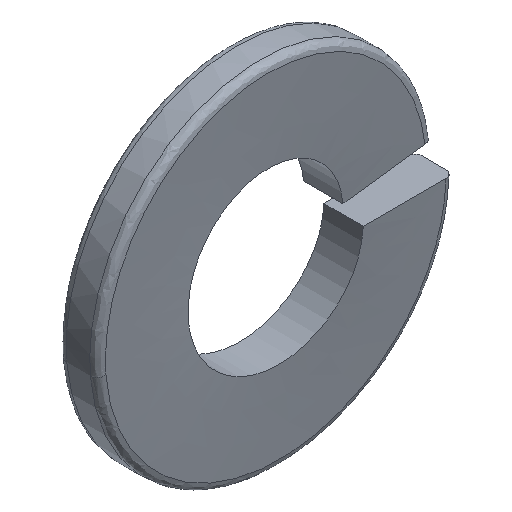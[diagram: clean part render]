
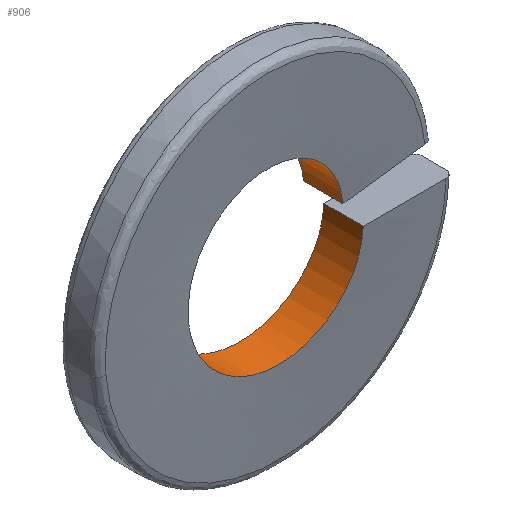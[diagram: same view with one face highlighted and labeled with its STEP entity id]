
A CAD part, isometric view. The second image highlights one B-rep face of the part: STEP entity #906.
In plain terms, the highlighted cylindrical face has radius 1.05 mm (diameter 2.1 mm), a partial arc.
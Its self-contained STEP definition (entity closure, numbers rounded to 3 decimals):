
#143=DIRECTION('',(0.,1.,0.));
#144=VECTOR('',#143,0.5);
#145=CARTESIAN_POINT('',(1.05,0.,0.));
#146=LINE('',#145,#144);
#190=CARTESIAN_POINT('',(1.05,0.5,0.));
#191=CARTESIAN_POINT('',(1.05,0.502,-0.057));
#192=CARTESIAN_POINT('',(1.041,0.507,
-0.17));
#193=CARTESIAN_POINT('',(1.,0.513,
-0.336));
#194=CARTESIAN_POINT('',(0.932,0.52,
-0.493));
#195=CARTESIAN_POINT('',(0.841,0.526,
-0.637));
#196=CARTESIAN_POINT('',(0.727,0.533,
-0.764));
#197=CARTESIAN_POINT('',(0.594,0.539,
-0.871));
#198=CARTESIAN_POINT('',(0.445,0.546,
-0.956));
#199=CARTESIAN_POINT('',(0.285,0.553,
-1.015));
#200=CARTESIAN_POINT('',(0.118,0.559,
-1.048));
#201=CARTESIAN_POINT('',(-0.053,0.566,
-1.053));
#202=CARTESIAN_POINT('',(-0.222,0.572,
-1.031));
#203=CARTESIAN_POINT('',(-0.386,0.579,
-0.982));
#204=CARTESIAN_POINT('',(-0.539,0.586,
-0.906));
#205=CARTESIAN_POINT('',(-0.678,0.592,
-0.808));
#206=CARTESIAN_POINT('',(-0.8,0.599,
-0.687));
#207=CARTESIAN_POINT('',(-0.9,0.605,
-0.549));
#208=CARTESIAN_POINT('',(-0.977,0.612,
-0.397));
#209=CARTESIAN_POINT('',(-1.028,0.618,
-0.234));
#210=CARTESIAN_POINT('',(-1.053,0.625,-0.065));
#211=CARTESIAN_POINT('',(-1.049,0.632,
0.106));
#212=CARTESIAN_POINT('',(-1.018,0.638,
0.274));
#213=CARTESIAN_POINT('',(-0.961,0.645,
0.435));
#214=CARTESIAN_POINT('',(-0.878,0.651,
0.584));
#215=CARTESIAN_POINT('',(-0.772,0.658,
0.718));
#216=CARTESIAN_POINT('',(-0.646,0.664,
0.833));
#217=CARTESIAN_POINT('',(-0.503,0.671,
0.927));
#218=CARTESIAN_POINT('',(-0.347,0.678,
0.996));
#219=CARTESIAN_POINT('',(-0.182,0.684,
1.039));
#220=CARTESIAN_POINT('',(-0.012,0.691,
1.055));
#221=CARTESIAN_POINT('',(0.158,0.697,1.043));
#222=CARTESIAN_POINT('',(0.325,0.704,1.003));
#223=CARTESIAN_POINT('',(0.482,0.711,
0.938));
#224=CARTESIAN_POINT('',(0.627,0.717,0.848));
#225=CARTESIAN_POINT('',(0.756,0.724,
0.735));
#226=CARTESIAN_POINT('',(0.865,0.73,
0.604));
#227=CARTESIAN_POINT('',(0.951,0.737,
0.456));
#228=CARTESIAN_POINT('',(1.012,0.743,0.297));
#229=CARTESIAN_POINT('',(1.035,0.748,0.185));
#230=CARTESIAN_POINT('',(1.042,0.75,0.129));
#270=CARTESIAN_POINT('',(1.05,0.,0.));
#271=CARTESIAN_POINT('',(1.05,0.002,-0.057));
#272=CARTESIAN_POINT('',(1.041,0.007,
-0.17));
#273=CARTESIAN_POINT('',(1.,0.013,
-0.336));
#274=CARTESIAN_POINT('',(0.932,0.02,
-0.493));
#275=CARTESIAN_POINT('',(0.841,0.026,
-0.637));
#276=CARTESIAN_POINT('',(0.727,0.033,
-0.764));
#277=CARTESIAN_POINT('',(0.594,0.039,
-0.871));
#278=CARTESIAN_POINT('',(0.445,0.046,
-0.956));
#279=CARTESIAN_POINT('',(0.285,0.053,
-1.015));
#280=CARTESIAN_POINT('',(0.118,0.059,
-1.048));
#281=CARTESIAN_POINT('',(-0.053,0.066,
-1.053));
#282=CARTESIAN_POINT('',(-0.222,0.072,
-1.031));
#283=CARTESIAN_POINT('',(-0.386,0.079,
-0.982));
#284=CARTESIAN_POINT('',(-0.539,0.086,
-0.906));
#285=CARTESIAN_POINT('',(-0.678,0.092,
-0.808));
#286=CARTESIAN_POINT('',(-0.8,0.099,
-0.687));
#287=CARTESIAN_POINT('',(-0.9,0.105,
-0.549));
#288=CARTESIAN_POINT('',(-0.977,0.112,
-0.397));
#289=CARTESIAN_POINT('',(-1.028,0.118,
-0.234));
#290=CARTESIAN_POINT('',(-1.053,0.125,-0.065));
#291=CARTESIAN_POINT('',(-1.049,0.132,
0.106));
#292=CARTESIAN_POINT('',(-1.018,0.138,
0.274));
#293=CARTESIAN_POINT('',(-0.961,0.145,
0.435));
#294=CARTESIAN_POINT('',(-0.878,0.151,
0.584));
#295=CARTESIAN_POINT('',(-0.772,0.158,
0.718));
#296=CARTESIAN_POINT('',(-0.646,0.164,
0.833));
#297=CARTESIAN_POINT('',(-0.503,0.171,
0.927));
#298=CARTESIAN_POINT('',(-0.347,0.178,
0.996));
#299=CARTESIAN_POINT('',(-0.182,0.184,
1.039));
#300=CARTESIAN_POINT('',(-0.012,0.191,
1.055));
#301=CARTESIAN_POINT('',(0.158,0.197,1.043));
#302=CARTESIAN_POINT('',(0.325,0.204,1.003));
#303=CARTESIAN_POINT('',(0.482,0.211,
0.938));
#304=CARTESIAN_POINT('',(0.627,0.217,0.848));
#305=CARTESIAN_POINT('',(0.756,0.224,
0.735));
#306=CARTESIAN_POINT('',(0.865,0.23,
0.604));
#307=CARTESIAN_POINT('',(0.951,0.237,
0.456));
#308=CARTESIAN_POINT('',(1.012,0.243,0.297));
#309=CARTESIAN_POINT('',(1.035,0.248,0.185));
#310=CARTESIAN_POINT('',(1.042,0.25,0.129));
#563=DIRECTION('',(0.,1.,0.));
#564=VECTOR('',#563,0.5);
#565=CARTESIAN_POINT('',(1.042,0.25,0.129));
#566=LINE('',#565,#564);
#590=CARTESIAN_POINT('',(1.05,0.,0.));
#591=CARTESIAN_POINT('',(1.05,0.5,0.));
#592=VERTEX_POINT('',#590);
#593=VERTEX_POINT('',#591);
#594=CARTESIAN_POINT('',(1.042,0.25,0.129));
#595=CARTESIAN_POINT('',(1.042,0.75,0.129));
#596=VERTEX_POINT('',#594);
#597=VERTEX_POINT('',#595);
#893=CARTESIAN_POINT('',(0.,0.,0.));
#894=DIRECTION('',(0.,1.,0.));
#895=DIRECTION('',(1.,0.,0.));
#896=AXIS2_PLACEMENT_3D('',#893,#894,#895);
#897=CYLINDRICAL_SURFACE('',#896,1.05);
#898=ORIENTED_EDGE('',*,*,#623,.F.);
#900=ORIENTED_EDGE('',*,*,#899,.T.);
#902=ORIENTED_EDGE('',*,*,#901,.T.);
#903=ORIENTED_EDGE('',*,*,#884,.F.);
#904=EDGE_LOOP('',(#898,#900,#902,#903));
#905=FACE_OUTER_BOUND('',#904,.F.);
#231=B_SPLINE_CURVE_WITH_KNOTS('',3,(#190,#191,#192,#193,#194,#195,#196,#197,
#198,#199,#200,#201,#202,#203,#204,#205,#206,#207,#208,#209,#210,#211,#212,#213,
#214,#215,#216,#217,#218,#219,#220,#221,#222,#223,#224,#225,#226,#227,#228,#229,
#230),.UNSPECIFIED.,.F.,.F.,(4,1,1,1,1,1,1,1,1,1,1,1,1,1,1,1,1,1,1,1,1,1,1,1,1,
1,1,1,1,1,1,1,1,1,1,1,1,1,4),(0.,0.026,0.053,
0.079,0.105,0.132,0.158,
0.184,0.211,0.237,0.263,
0.289,0.316,0.342,0.368,
0.395,0.421,0.447,0.474,0.5,
0.526,0.553,0.579,0.605,
0.632,0.658,0.684,0.711,
0.737,0.763,0.789,0.816,
0.842,0.868,0.895,0.921,
0.947,0.974,1.),.UNSPECIFIED.);
#311=B_SPLINE_CURVE_WITH_KNOTS('',3,(#270,#271,#272,#273,#274,#275,#276,#277,
#278,#279,#280,#281,#282,#283,#284,#285,#286,#287,#288,#289,#290,#291,#292,#293,
#294,#295,#296,#297,#298,#299,#300,#301,#302,#303,#304,#305,#306,#307,#308,#309,
#310),.UNSPECIFIED.,.F.,.F.,(4,1,1,1,1,1,1,1,1,1,1,1,1,1,1,1,1,1,1,1,1,1,1,1,1,
1,1,1,1,1,1,1,1,1,1,1,1,1,4),(0.,0.026,0.053,
0.079,0.105,0.132,0.158,
0.184,0.211,0.237,0.263,
0.289,0.316,0.342,0.368,
0.395,0.421,0.447,0.474,0.5,
0.526,0.553,0.579,0.605,
0.632,0.658,0.684,0.711,
0.737,0.763,0.789,0.816,
0.842,0.868,0.895,0.921,
0.947,0.974,1.),.UNSPECIFIED.);
#623=EDGE_CURVE('',#592,#593,#146,.T.);
#884=EDGE_CURVE('',#593,#597,#231,.T.);
#899=EDGE_CURVE('',#592,#596,#311,.T.);
#901=EDGE_CURVE('',#596,#597,#566,.T.);
#906=ADVANCED_FACE('',(#905),#897,.F.);
